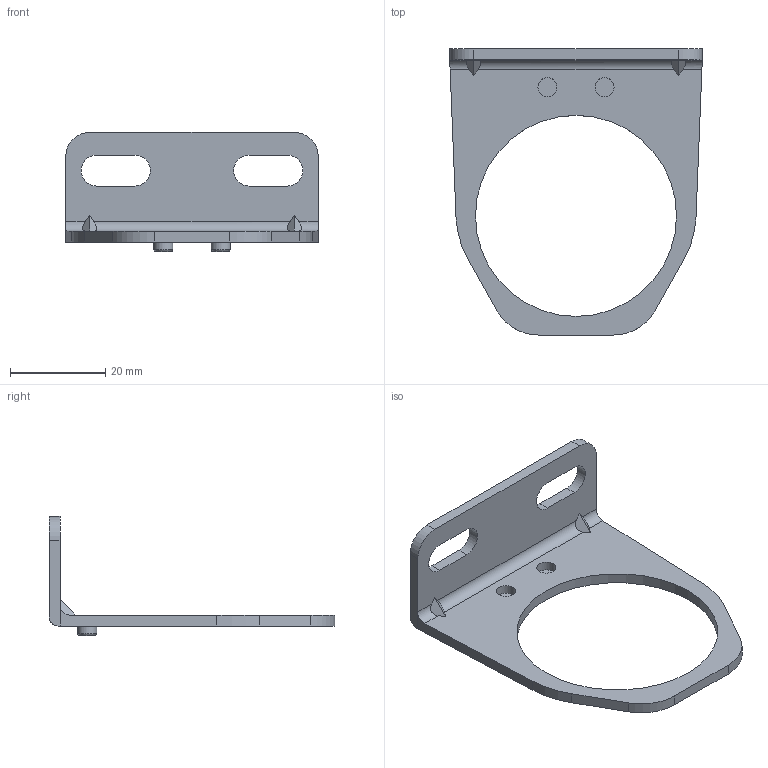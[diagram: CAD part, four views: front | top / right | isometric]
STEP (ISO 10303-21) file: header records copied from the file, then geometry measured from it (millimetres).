
FILE_DESCRIPTION( ( 'Unknown' ), '1' );
FILE_NAME( 'B1-MAR301.stp', 'Unknown', ( 'Unknown' ), ( 'Unknown' ), 'PSStep 15.0.49', 'Unknown', ' ' );
FILE_SCHEMA( ( 'AUTOMOTIVE_DESIGN { 1 0 10303 214 1 1 1 1 }' ) );
Length unit declared in the file: millimetre
Products named in the file (1): 1
Bounding box: 53 x 60 x 25 mm (x, y, z)
Volume: 5378.6 mm3; surface area: 5721.1 mm2
Topology: 1 solids, 1 shells, 53 faces, 137 edges, 90 vertices
Faces by surface type: plane 30, cylinder 21, torus 2
Full cylindrical faces by diameter (mm): 4 x4, 42.2 x1
Entity records: 2040 total; most frequent: DIRECTION 282, CARTESIAN_POINT 274, ORIENTED_EDGE 260, EDGE_CURVE 130, AXIS2_PLACEMENT_3D 98, VERTEX_POINT 90, LINE 86, VECTOR 86
